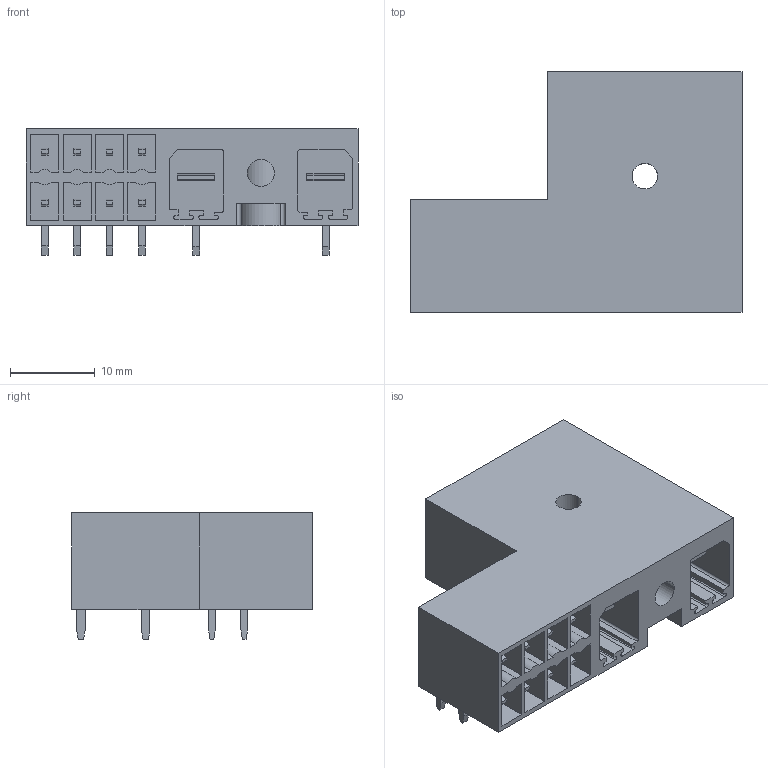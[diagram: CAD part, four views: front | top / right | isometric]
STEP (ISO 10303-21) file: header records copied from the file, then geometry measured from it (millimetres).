
FILE_DESCRIPTION(('CATIA V5 STEP Exchange','CAx-IF Rec.Pracs.--- Model Styling and Organization---1.2---2011-12-15'),'2;1');
FILE_NAME ('D1449427_0', '2018-11-28T04:25:14+00:00', ('none'), ('Weidmueller'), 'CATIA Version 5-6 Release 2014', 'CATIA V5 STEP AP214', 'none');
FILE_SCHEMA(('AUTOMOTIVE_DESIGN { 1 0 10303 214 1 1 1 1 }'));
Length unit declared in the file: millimetre
Products named in the file (1): 1156120000
Bounding box: 39.07 x 28.3 x 14.9 mm (x, y, z)
Volume: 6854.7 mm3; surface area: 7165 mm2
Topology: 11 solids, 11 shells, 384 faces, 1055 edges, 701 vertices
Faces by surface type: plane 347, cylinder 37
Entity records: 10178 total; most frequent: ORIENTED_EDGE 2110, CARTESIAN_POINT 1701, DIRECTION 1237, EDGE_CURVE 953, VECTOR 887, LINE 887, VERTEX_POINT 605, EDGE_LOOP 420
